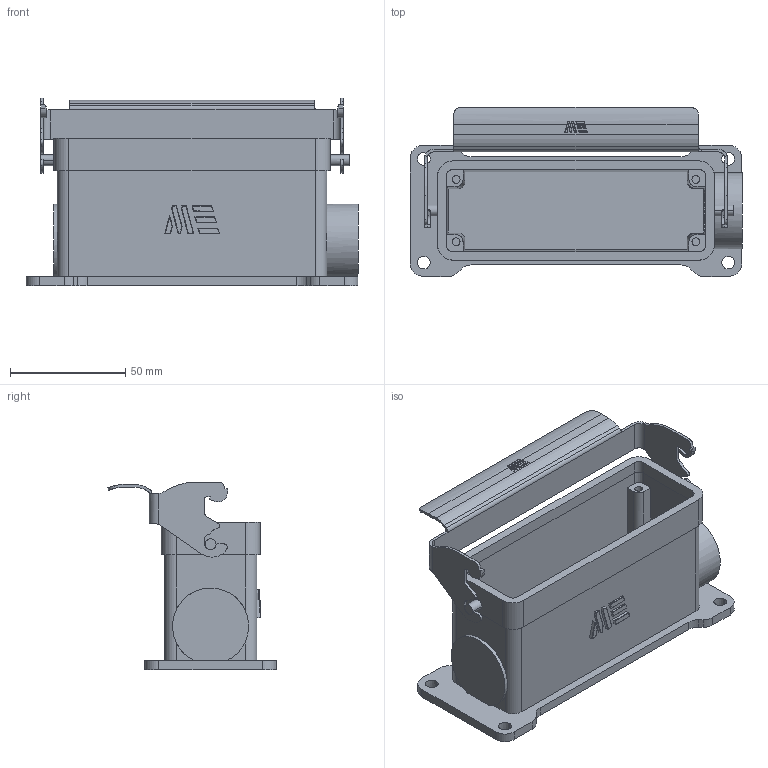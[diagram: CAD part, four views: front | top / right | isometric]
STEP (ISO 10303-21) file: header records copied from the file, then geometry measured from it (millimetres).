
FILE_DESCRIPTION (( 'STEP AP203' ), '1' );
FILE_NAME ('293712905S.step', '2025-02-12T17:54:32', ( '' ), ( '' ), 'SwSTEP 2.0', 'SolidWorks 2024', '' );
FILE_SCHEMA (( 'CONFIG_CONTROL_DESIGN' ));
Length unit declared in the file: inch
Products named in the file (1): 293712905S
Bounding box: 144 x 73.17 x 81.47 mm (x, y, z)
Volume: 101417.2 mm3; surface area: 65515.6 mm2
Topology: 1 solids, 1 shells, 334 faces, 900 edges, 585 vertices
Faces by surface type: cylinder 158, plane 158, cone 14, bspline 4
Entity records: 11232 total; most frequent: CARTESIAN_POINT 2913, ORIENTED_EDGE 1800, DIRECTION 1626, EDGE_CURVE 900, VERTEX_POINT 585, LINE 558, VECTOR 558, AXIS2_PLACEMENT_3D 534
